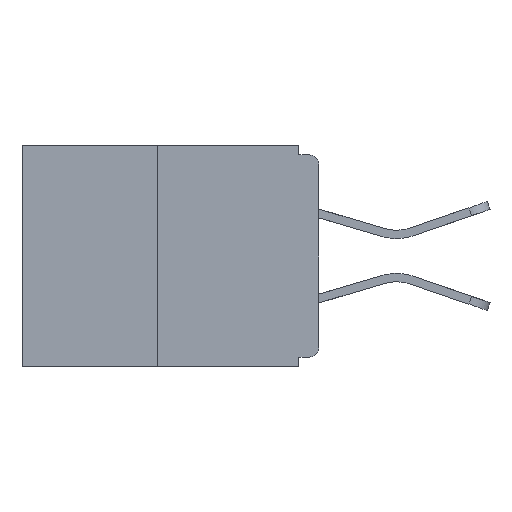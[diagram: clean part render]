
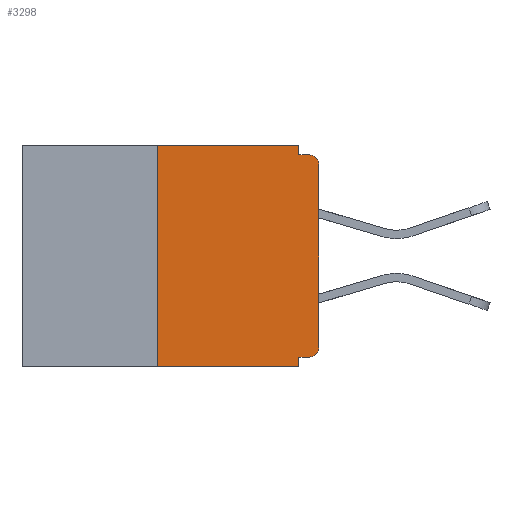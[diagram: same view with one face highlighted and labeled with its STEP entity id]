
A CAD part, left-side view. The second image highlights one B-rep face of the part: STEP entity #3298.
In plain terms, the highlighted planar face has unit normal (-1, 0, 0).
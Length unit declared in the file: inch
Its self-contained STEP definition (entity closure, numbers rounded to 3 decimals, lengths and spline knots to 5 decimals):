
#38 = CARTESIAN_POINT ( 'NONE',  ( 0., 0.031, 0. ) ) ;
#159 = EDGE_LOOP ( 'NONE', ( #4511, #10345, #6530, #16933, #8105, #741, #8151, #5487, #14937, #16202 ) ) ;
#205 = DIRECTION ( 'NONE',  ( 0., 0., -1. ) ) ;
#330 = DIRECTION ( 'NONE',  ( 0., 0., -1. ) ) ;
#350 = CARTESIAN_POINT ( 'NONE',  ( 0., 0.031, -0.343 ) ) ;
#379 = CARTESIAN_POINT ( 'NONE',  ( 0., 0.46, 0. ) ) ;
#442 = DIRECTION ( 'NONE',  ( 0., 1., 0. ) ) ;
#741 = ORIENTED_EDGE ( 'NONE', *, *, #18155, .T. ) ;
#1383 = CARTESIAN_POINT ( 'NONE',  ( 0., 0., -0.03 ) ) ;
#1490 = LINE ( 'NONE', #3086, #11831 ) ;
#1909 = VECTOR ( 'NONE', #9497, 39.37008 ) ;
#2049 = VERTEX_POINT ( 'NONE', #1383 ) ;
#2919 = VECTOR ( 'NONE', #8681, 39.37008 ) ;
#2920 = VECTOR ( 'NONE', #330, 39.37008 ) ;
#2979 = LINE ( 'NONE', #7146, #16188 ) ;
#3086 = CARTESIAN_POINT ( 'NONE',  ( 0., 0., -0.328 ) ) ;
#3245 = VERTEX_POINT ( 'NONE', #17186 ) ;
#3266 = CARTESIAN_POINT ( 'NONE',  ( 0., 0.015, -0.313 ) ) ;
#3298 = ADVANCED_FACE ( 'NONE', ( #12112 ), #6252, .F. ) ;
#3310 = CARTESIAN_POINT ( 'NONE',  ( 0., 0.015, -0.03 ) ) ;
#3960 = CIRCLE ( 'NONE', #9688, 0.015 ) ;
#4261 = EDGE_CURVE ( 'NONE', #18188, #8462, #10263, .T. ) ;
#4417 = LINE ( 'NONE', #10353, #2920 ) ;
#4511 = ORIENTED_EDGE ( 'NONE', *, *, #16737, .F. ) ;
#4689 = DIRECTION ( 'NONE',  ( -1., 0., 0. ) ) ;
#4725 = DIRECTION ( 'NONE',  ( -1., 0., 0. ) ) ;
#5011 = CARTESIAN_POINT ( 'NONE',  ( 0., 0.031, -0.343 ) ) ;
#5341 = CIRCLE ( 'NONE', #14390, 0.015 ) ;
#5487 = ORIENTED_EDGE ( 'NONE', *, *, #10686, .T. ) ;
#5817 = DIRECTION ( 'NONE',  ( 0., -1., 0. ) ) ;
#5925 = CARTESIAN_POINT ( 'NONE',  ( 0., 0., -0.015 ) ) ;
#5930 = CARTESIAN_POINT ( 'NONE',  ( 0., 0.25, 0. ) ) ;
#6164 = AXIS2_PLACEMENT_3D ( 'NONE', #379, #16138, #205 ) ;
#6252 = PLANE ( 'NONE',  #6164 ) ;
#6530 = ORIENTED_EDGE ( 'NONE', *, *, #4261, .T. ) ;
#7015 = VERTEX_POINT ( 'NONE', #15378 ) ;
#7145 = VECTOR ( 'NONE', #15812, 39.37008 ) ;
#7146 = CARTESIAN_POINT ( 'NONE',  ( 0., 0.46, 0. ) ) ;
#7338 = LINE ( 'NONE', #5930, #1909 ) ;
#7545 = LINE ( 'NONE', #350, #2919 ) ;
#8105 = ORIENTED_EDGE ( 'NONE', *, *, #11037, .F. ) ;
#8151 = ORIENTED_EDGE ( 'NONE', *, *, #10524, .T. ) ;
#8183 = VECTOR ( 'NONE', #14155, 39.37008 ) ;
#8462 = VERTEX_POINT ( 'NONE', #5011 ) ;
#8661 = CARTESIAN_POINT ( 'NONE',  ( 0., 0.46, -0.343 ) ) ;
#8681 = DIRECTION ( 'NONE',  ( 0., 0., -1. ) ) ;
#9497 = DIRECTION ( 'NONE',  ( 0., 0., 1. ) ) ;
#9688 = AXIS2_PLACEMENT_3D ( 'NONE', #3310, #4725, #10490 ) ;
#10263 = LINE ( 'NONE', #8661, #14606 ) ;
#10345 = ORIENTED_EDGE ( 'NONE', *, *, #13028, .F. ) ;
#10353 = CARTESIAN_POINT ( 'NONE',  ( 0., 0.031, 0. ) ) ;
#10490 = DIRECTION ( 'NONE',  ( 0., 0., -1. ) ) ;
#10524 = EDGE_CURVE ( 'NONE', #16870, #2049, #12937, .T. ) ;
#10686 = EDGE_CURVE ( 'NONE', #2049, #7015, #3960, .T. ) ;
#11027 = VERTEX_POINT ( 'NONE', #13189 ) ;
#11037 = EDGE_CURVE ( 'NONE', #13025, #3245, #1490, .T. ) ;
#11831 = VECTOR ( 'NONE', #442, 39.37008 ) ;
#11962 = CARTESIAN_POINT ( 'NONE',  ( 0., 0., -0.313 ) ) ;
#12112 = FACE_OUTER_BOUND ( 'NONE', #159, .T. ) ;
#12148 = DIRECTION ( 'NONE',  ( 0., 0., -1. ) ) ;
#12937 = LINE ( 'NONE', #14242, #8183 ) ;
#13025 = VERTEX_POINT ( 'NONE', #17335 ) ;
#13028 = EDGE_CURVE ( 'NONE', #18188, #11027, #7338, .T. ) ;
#13146 = VERTEX_POINT ( 'NONE', #14960 ) ;
#13189 = CARTESIAN_POINT ( 'NONE',  ( 0., 0.25, 0. ) ) ;
#14155 = DIRECTION ( 'NONE',  ( 0., 0., 1. ) ) ;
#14242 = CARTESIAN_POINT ( 'NONE',  ( 0., 0., 0. ) ) ;
#14390 = AXIS2_PLACEMENT_3D ( 'NONE', #3266, #4689, #12148 ) ;
#14606 = VECTOR ( 'NONE', #14678, 39.37008 ) ;
#14678 = DIRECTION ( 'NONE',  ( 0., -1., 0. ) ) ;
#14937 = ORIENTED_EDGE ( 'NONE', *, *, #15588, .F. ) ;
#14960 = CARTESIAN_POINT ( 'NONE',  ( 0., 0.031, -0.015 ) ) ;
#15378 = CARTESIAN_POINT ( 'NONE',  ( 0., 0.015, -0.015 ) ) ;
#15588 = EDGE_CURVE ( 'NONE', #13146, #7015, #16090, .T. ) ;
#15615 = EDGE_CURVE ( 'NONE', #18463, #13146, #4417, .T. ) ;
#15812 = DIRECTION ( 'NONE',  ( 0., -1., 0. ) ) ;
#16090 = LINE ( 'NONE', #5925, #7145 ) ;
#16138 = DIRECTION ( 'NONE',  ( 1., 0., 0. ) ) ;
#16188 = VECTOR ( 'NONE', #5817, 39.37008 ) ;
#16202 = ORIENTED_EDGE ( 'NONE', *, *, #15615, .F. ) ;
#16737 = EDGE_CURVE ( 'NONE', #11027, #18463, #2979, .T. ) ;
#16870 = VERTEX_POINT ( 'NONE', #11962 ) ;
#16933 = ORIENTED_EDGE ( 'NONE', *, *, #17648, .F. ) ;
#17186 = CARTESIAN_POINT ( 'NONE',  ( 0., 0.031, -0.328 ) ) ;
#17335 = CARTESIAN_POINT ( 'NONE',  ( 0., 0.015, -0.328 ) ) ;
#17648 = EDGE_CURVE ( 'NONE', #3245, #8462, #7545, .T. ) ;
#17704 = CARTESIAN_POINT ( 'NONE',  ( 0., 0.25, -0.343 ) ) ;
#18155 = EDGE_CURVE ( 'NONE', #13025, #16870, #5341, .T. ) ;
#18188 = VERTEX_POINT ( 'NONE', #17704 ) ;
#18463 = VERTEX_POINT ( 'NONE', #38 ) ;
